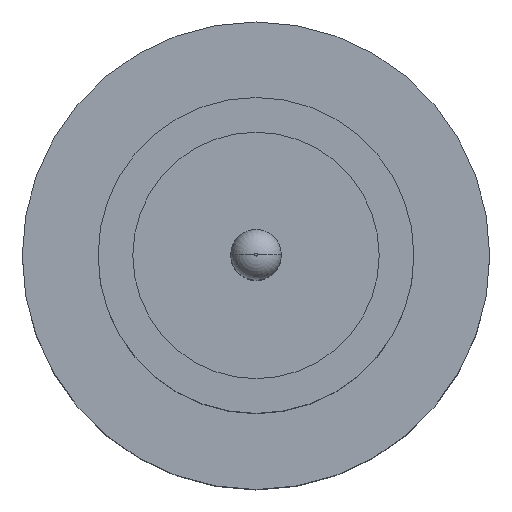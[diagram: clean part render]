
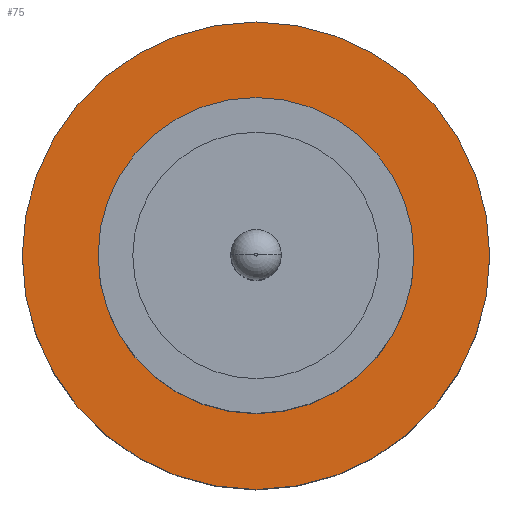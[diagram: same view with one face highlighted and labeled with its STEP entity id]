
A CAD part, top view. The second image highlights one B-rep face of the part: STEP entity #75.
In plain terms, the highlighted planar face has unit normal (0, 0, 1).
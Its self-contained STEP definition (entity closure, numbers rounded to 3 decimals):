
#1 = VERTEX_POINT ( 'NONE', #741 ) ;
#2 = CARTESIAN_POINT ( 'NONE',  ( 0., 0., 1.55 ) ) ;
#14 = DIRECTION ( 'NONE',  ( 0., 0., 1. ) ) ;
#56 = EDGE_CURVE ( 'NONE', #440, #835, #833, .T. ) ;
#75 = ADVANCED_FACE ( 'NONE', ( #663, #296 ), #409, .T. ) ;
#120 = DIRECTION ( 'NONE',  ( 1., 0., 0. ) ) ;
#121 = EDGE_CURVE ( 'NONE', #712, #1, #523, .T. ) ;
#130 = AXIS2_PLACEMENT_3D ( 'NONE', #662, #14, #157 ) ;
#132 = CARTESIAN_POINT ( 'NONE',  ( 0., 0., 1.55 ) ) ;
#141 = CARTESIAN_POINT ( 'NONE',  ( -1.85, 0., 1.55 ) ) ;
#157 = DIRECTION ( 'NONE',  ( 1., 0., 0. ) ) ;
#172 = CARTESIAN_POINT ( 'NONE',  ( 1.25, 0., 1.55 ) ) ;
#203 = CIRCLE ( 'NONE', #706, 1.85 ) ;
#204 = EDGE_CURVE ( 'NONE', #1, #712, #904, .T. ) ;
#240 = DIRECTION ( 'NONE',  ( 0., 0., 1. ) ) ;
#247 = EDGE_LOOP ( 'NONE', ( #356, #521 ) ) ;
#270 = EDGE_LOOP ( 'NONE', ( #613, #390 ) ) ;
#274 = AXIS2_PLACEMENT_3D ( 'NONE', #132, #334, #120 ) ;
#296 = FACE_OUTER_BOUND ( 'NONE', #270, .T. ) ;
#334 = DIRECTION ( 'NONE',  ( 0., 0., 1. ) ) ;
#346 = CARTESIAN_POINT ( 'NONE',  ( 0., 0., 1.55 ) ) ;
#356 = ORIENTED_EDGE ( 'NONE', *, *, #121, .F. ) ;
#390 = ORIENTED_EDGE ( 'NONE', *, *, #56, .T. ) ;
#401 = AXIS2_PLACEMENT_3D ( 'NONE', #346, #567, #844 ) ;
#409 = PLANE ( 'NONE',  #401 ) ;
#440 = VERTEX_POINT ( 'NONE', #811 ) ;
#451 = CARTESIAN_POINT ( 'NONE',  ( 0., 0., 1.55 ) ) ;
#521 = ORIENTED_EDGE ( 'NONE', *, *, #204, .F. ) ;
#523 = CIRCLE ( 'NONE', #130, 1.25 ) ;
#567 = DIRECTION ( 'NONE',  ( 0., 0., 1. ) ) ;
#580 = DIRECTION ( 'NONE',  ( 0., 0., 1. ) ) ;
#583 = DIRECTION ( 'NONE',  ( 1., 0., 0. ) ) ;
#613 = ORIENTED_EDGE ( 'NONE', *, *, #679, .T. ) ;
#646 = AXIS2_PLACEMENT_3D ( 'NONE', #2, #580, #583 ) ;
#662 = CARTESIAN_POINT ( 'NONE',  ( 0., 0., 1.55 ) ) ;
#663 = FACE_BOUND ( 'NONE', #247, .T. ) ;
#664 = DIRECTION ( 'NONE',  ( 1., 0., 0. ) ) ;
#679 = EDGE_CURVE ( 'NONE', #835, #440, #203, .T. ) ;
#706 = AXIS2_PLACEMENT_3D ( 'NONE', #451, #240, #664 ) ;
#712 = VERTEX_POINT ( 'NONE', #172 ) ;
#741 = CARTESIAN_POINT ( 'NONE',  ( -1.25, 0., 1.55 ) ) ;
#811 = CARTESIAN_POINT ( 'NONE',  ( 1.85, 0., 1.55 ) ) ;
#833 = CIRCLE ( 'NONE', #274, 1.85 ) ;
#835 = VERTEX_POINT ( 'NONE', #141 ) ;
#844 = DIRECTION ( 'NONE',  ( 1., 0., 0. ) ) ;
#904 = CIRCLE ( 'NONE', #646, 1.25 ) ;
